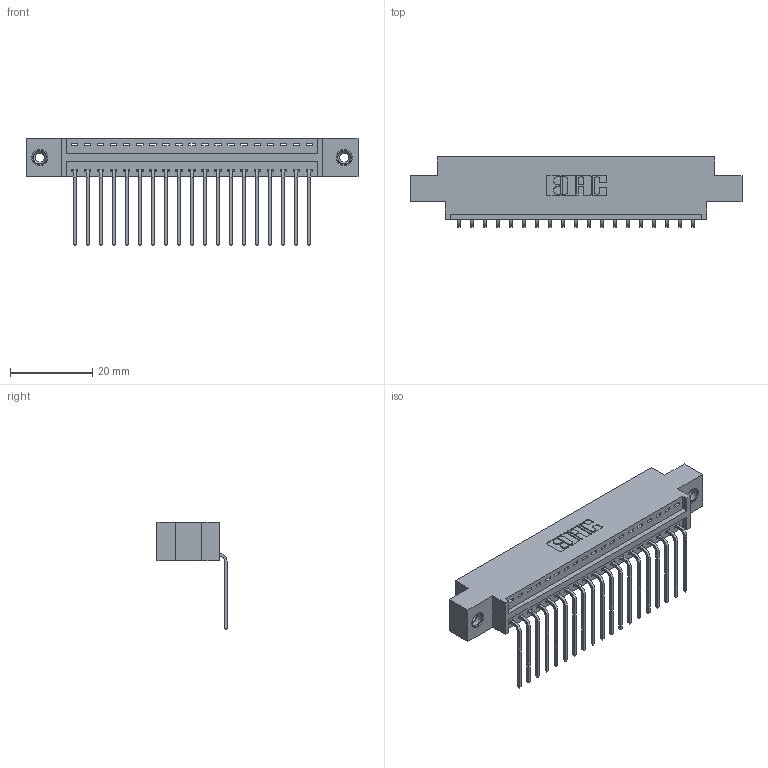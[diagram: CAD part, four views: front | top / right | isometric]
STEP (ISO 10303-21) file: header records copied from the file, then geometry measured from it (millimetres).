
FILE_DESCRIPTION (( 'STEP AP203' ), '1' );
FILE_NAME ('396-019-559-608.STEP', '2019-10-31T20:54:32', ( '' ), ( '' ), 'SwSTEP 2.0', 'SolidWorks 2016', '' );
FILE_SCHEMA (( 'CONFIG_CONTROL_DESIGN' ));
Length unit declared in the file: inch
Products named in the file (4): 346 Part_0.170 Offset - 0.156 Dia-TI; 396-019-559-608; 345-292-001_558 559 Tail - 1; 345-250-001_345-250-003-102
Assembly tree (22 placements, depth 2):
  396-019-559-608
    346 Part_0.170 Offset - 0.156 Dia-TI
    345-292-001_558 559 Tail - 1  x19
    345-250-001_345-250-003-102  x2
Bounding box: 80.9 x 17.08 x 26.16 mm (x, y, z)
Volume: 7487.5 mm3; surface area: 9670 mm2
Topology: 22 solids, 22 shells, 1326 faces, 3935 edges, 2590 vertices
Faces by surface type: plane 910, cylinder 400, cone 12, torus 4
Entity records: 16290 total; most frequent: CARTESIAN_POINT 2784, ORIENTED_EDGE 2730, DIRECTION 2509, EDGE_CURVE 1365, LINE 1137, VECTOR 1137, VERTEX_POINT 904, AXIS2_PLACEMENT_3D 686
